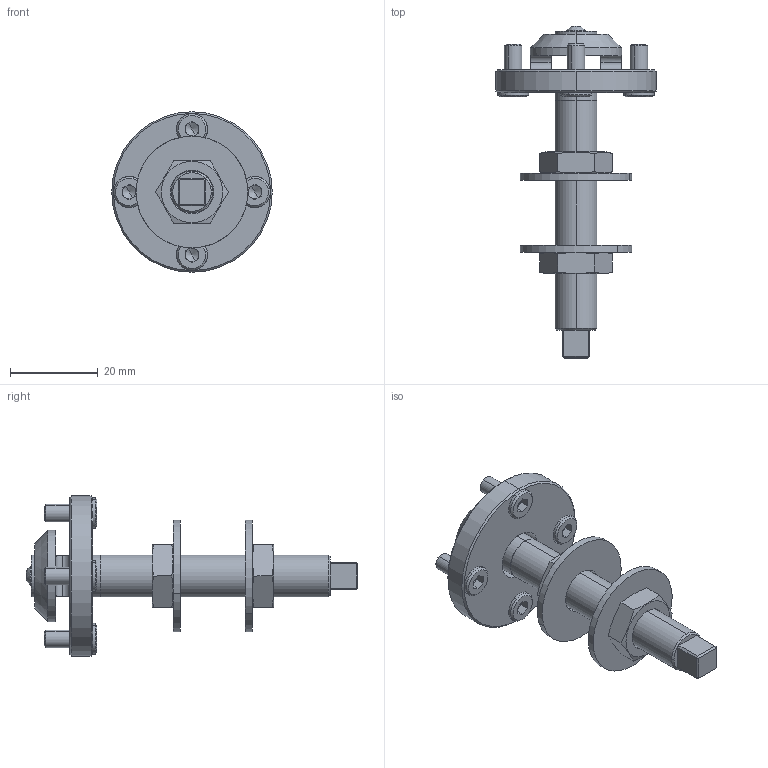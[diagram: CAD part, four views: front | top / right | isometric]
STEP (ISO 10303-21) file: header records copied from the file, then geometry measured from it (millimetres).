
FILE_DESCRIPTION (( 'STEP AP203' ), '1' );
FILE_NAME ('S8010F02_CustomerSTEP.STEP', '2017-08-14T14:23:24', ( '' ), ( '' ), 'SwSTEP 2.0', 'SolidWorks 2017', '' );
FILE_SCHEMA (( 'CONFIG_CONTROL_DESIGN' ));
Length unit declared in the file: inch
Products named in the file (5): S8010F02_CustomerSTEP; Flat Washer Type B Regular_AI_FW 0.375; S80XXNXX_S8010N02; Socket Head Cap Screw_AM_B18.3.1M - 4 x 0.7 x 8 Hex SHCS -- 8NHX; S8010F02_StudPart1
Assembly tree (9 placements, depth 2):
  S8010F02_CustomerSTEP
    Flat Washer Type B Regular_AI_FW 0.375  x2
    S80XXNXX_S8010N02  x2
    Socket Head Cap Screw_AM_B18.3.1M - 4 x 0.7 x 8 Hex SHCS -- 8NHX  x4
    S8010F02_StudPart1
Bounding box: 36.5 x 75.49 x 36.5 mm (x, y, z)
Volume: 13675 mm3; surface area: 10354.1 mm2
Topology: 9 solids, 9 shells, 259 faces, 603 edges, 371 vertices
Faces by surface type: plane 127, cylinder 71, cone 52, torus 8, bspline 1
Entity records: 5569 total; most frequent: CARTESIAN_POINT 1260, DIRECTION 799, ORIENTED_EDGE 726, EDGE_CURVE 363, AXIS2_PLACEMENT_3D 309, VERTEX_POINT 230, EDGE_LOOP 183, VECTOR 181
